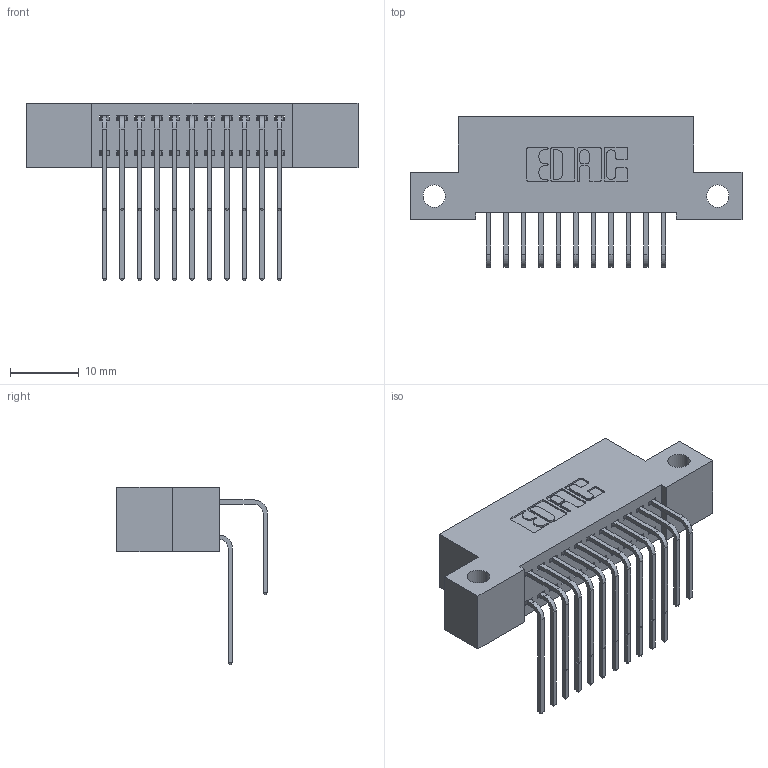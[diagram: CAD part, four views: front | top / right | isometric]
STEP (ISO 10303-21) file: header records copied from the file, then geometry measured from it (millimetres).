
FILE_DESCRIPTION (( 'STEP AP203' ), '1' );
FILE_NAME ('342-022-558-212.STEP', '2018-08-11T01:06:52', ( '' ), ( '' ), 'SwSTEP 2.0', 'SolidWorks 2016', '' );
FILE_SCHEMA (( 'CONFIG_CONTROL_DESIGN' ));
Length unit declared in the file: inch
Products named in the file (4): 342 Part_Side Mount; 345-292-001_558 559 Tail - 1; 345-292-001_558 Tail - 2; 342-022-558-212
Assembly tree (23 placements, depth 2):
  342-022-558-212
    342 Part_Side Mount
    345-292-001_558 559 Tail - 1  x11
    345-292-001_558 Tail - 2  x11
Bounding box: 48.26 x 21.91 x 25.78 mm (x, y, z)
Volume: 4242.4 mm3; surface area: 6556.1 mm2
Topology: 23 solids, 23 shells, 1298 faces, 3841 edges, 2530 vertices
Faces by surface type: plane 902, cylinder 396
Entity records: 12741 total; most frequent: CARTESIAN_POINT 2197, ORIENTED_EDGE 2082, DIRECTION 1913, EDGE_CURVE 1041, VECTOR 873, LINE 873, VERTEX_POINT 690, AXIS2_PLACEMENT_3D 520
